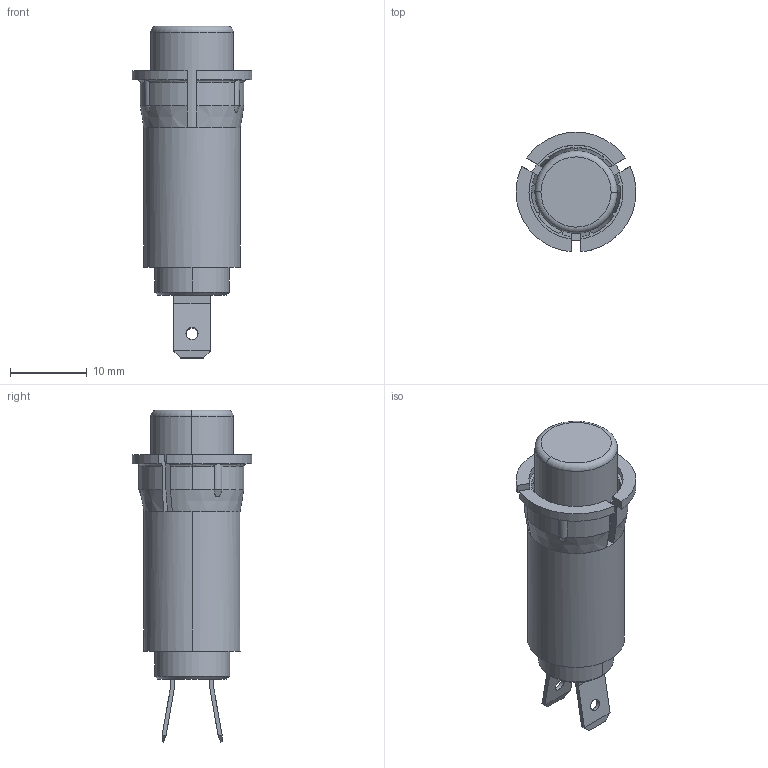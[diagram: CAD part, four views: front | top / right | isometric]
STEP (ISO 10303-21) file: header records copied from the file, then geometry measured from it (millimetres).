
FILE_DESCRIPTION (( 'STEP AP214' ), '1' );
FILE_NAME ('32_21T.STEP', '2019-05-13T23:35:53', ( 'user' ), ( 'Microsoft' ), 'SwSTEP 2.0', 'SolidWorks 2018', '' );
FILE_SCHEMA (( 'AUTOMOTIVE_DESIGN' ));
Length unit declared in the file: foot
Products named in the file (5): 890039XX0X_Lens; 98004XXXXX_98001XXXXX_Base_9800480208; 7800301000 Terminal .187 W_.187 wide; 91000902xx; 32_21T
Assembly tree (5 placements, depth 2):
  32_21T
    91000902xx
    7800301000 Terminal .187 W_.187 wide  x2
    98004XXXXX_98001XXXXX_Base_9800480208
    890039XX0X_Lens
Bounding box: 15.61 x 15.6 x 43.23 mm (x, y, z)
Volume: 1933.5 mm3; surface area: 4058.3 mm2
Topology: 5 solids, 5 shells, 377 faces, 1020 edges, 655 vertices
Faces by surface type: cylinder 162, plane 162, bspline 21, torus 18, cone 12, sphere 2
Entity records: 11819 total; most frequent: CARTESIAN_POINT 2380, DIRECTION 2080, ORIENTED_EDGE 1924, EDGE_CURVE 962, AXIS2_PLACEMENT_3D 827, VERTEX_POINT 619, CIRCLE 485, VECTOR 426
